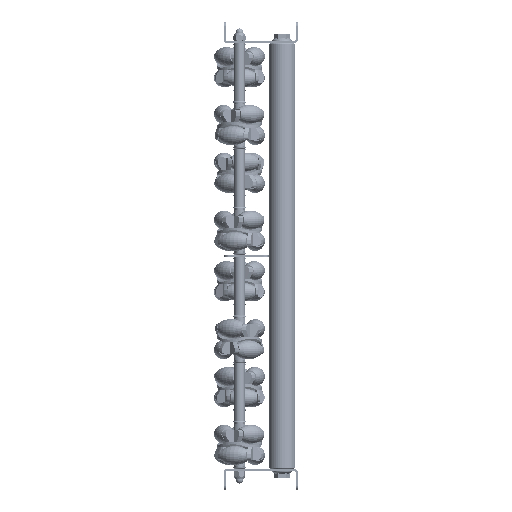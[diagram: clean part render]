
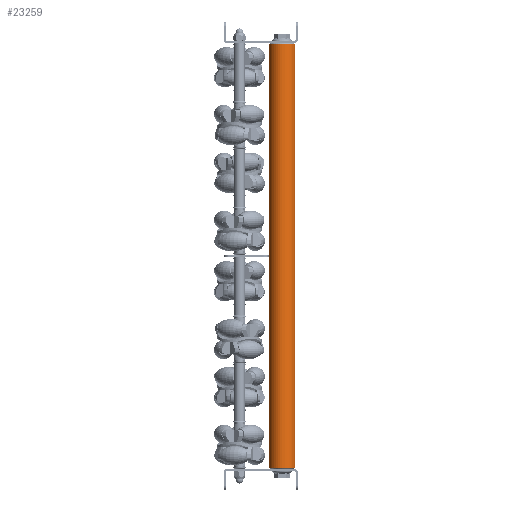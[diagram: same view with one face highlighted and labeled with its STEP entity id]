
A CAD part, left-side view. The second image highlights one B-rep face of the part: STEP entity #23259.
In plain terms, the highlighted cylindrical face has radius 12.5 mm (diameter 25 mm), a partial arc.
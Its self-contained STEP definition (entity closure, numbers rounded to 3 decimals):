
#162 = DIRECTION ( 'NONE',  ( -1., 0., 0. ) ) ;
#934 = EDGE_CURVE ( 'NONE', #27184, #14029, #32512, .T. ) ;
#1590 = DIRECTION ( 'NONE',  ( -1., 0., 0. ) ) ;
#2670 = CARTESIAN_POINT ( 'NONE',  ( 1., 0., 12.5 ) ) ;
#2909 = DIRECTION ( 'NONE',  ( 0., 0., 1. ) ) ;
#4816 = DIRECTION ( 'NONE',  ( -1., 0., 0. ) ) ;
#4842 = CARTESIAN_POINT ( 'NONE',  ( 1., 0., 0. ) ) ;
#5007 = DIRECTION ( 'NONE',  ( 0., 0., -1. ) ) ;
#5491 = VERTEX_POINT ( 'NONE', #11059 ) ;
#5541 = ORIENTED_EDGE ( 'NONE', *, *, #30974, .F. ) ;
#5957 = AXIS2_PLACEMENT_3D ( 'NONE', #4842, #12929, #5007 ) ;
#6423 = CARTESIAN_POINT ( 'NONE',  ( 399., 0., 0. ) ) ;
#7734 = LINE ( 'NONE', #28454, #16643 ) ;
#8613 = CARTESIAN_POINT ( 'NONE',  ( 400., 0., 12.5 ) ) ;
#8984 = DIRECTION ( 'NONE',  ( 0., 0., -1. ) ) ;
#11059 = CARTESIAN_POINT ( 'NONE',  ( 1., 0., -12.5 ) ) ;
#11469 = VERTEX_POINT ( 'NONE', #2670 ) ;
#11793 = ORIENTED_EDGE ( 'NONE', *, *, #15934, .T. ) ;
#12929 = DIRECTION ( 'NONE',  ( 1., 0., 0. ) ) ;
#13415 = EDGE_CURVE ( 'NONE', #14029, #11469, #29498, .T. ) ;
#14029 = VERTEX_POINT ( 'NONE', #32129 ) ;
#14296 = AXIS2_PLACEMENT_3D ( 'NONE', #6423, #1590, #8984 ) ;
#14984 = CARTESIAN_POINT ( 'NONE',  ( 399., 0., -12.5 ) ) ;
#15934 = EDGE_CURVE ( 'NONE', #11469, #5491, #19677, .T. ) ;
#16643 = VECTOR ( 'NONE', #4816, 1000. ) ;
#17298 = VECTOR ( 'NONE', #162, 1000. ) ;
#19677 = CIRCLE ( 'NONE', #5957, 12.5 ) ;
#23259 = ADVANCED_FACE ( 'NONE', ( #24136 ), #32433, .T. ) ;
#23781 = CARTESIAN_POINT ( 'NONE',  ( 400., 0., 0. ) ) ;
#24136 = FACE_OUTER_BOUND ( 'NONE', #27510, .T. ) ;
#26549 = DIRECTION ( 'NONE',  ( -1., 0., 0. ) ) ;
#27184 = VERTEX_POINT ( 'NONE', #14984 ) ;
#27510 = EDGE_LOOP ( 'NONE', ( #5541, #30827, #32795, #11793 ) ) ;
#28271 = AXIS2_PLACEMENT_3D ( 'NONE', #23781, #26549, #2909 ) ;
#28454 = CARTESIAN_POINT ( 'NONE',  ( 400., 0., -12.5 ) ) ;
#29498 = LINE ( 'NONE', #8613, #17298 ) ;
#30827 = ORIENTED_EDGE ( 'NONE', *, *, #934, .T. ) ;
#30974 = EDGE_CURVE ( 'NONE', #27184, #5491, #7734, .T. ) ;
#32129 = CARTESIAN_POINT ( 'NONE',  ( 399., 0., 12.5 ) ) ;
#32433 = CYLINDRICAL_SURFACE ( 'NONE', #28271, 12.5 ) ;
#32512 = CIRCLE ( 'NONE', #14296, 12.5 ) ;
#32795 = ORIENTED_EDGE ( 'NONE', *, *, #13415, .T. ) ;
